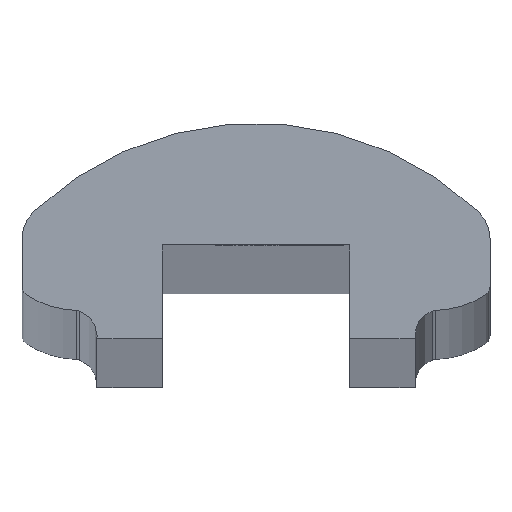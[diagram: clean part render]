
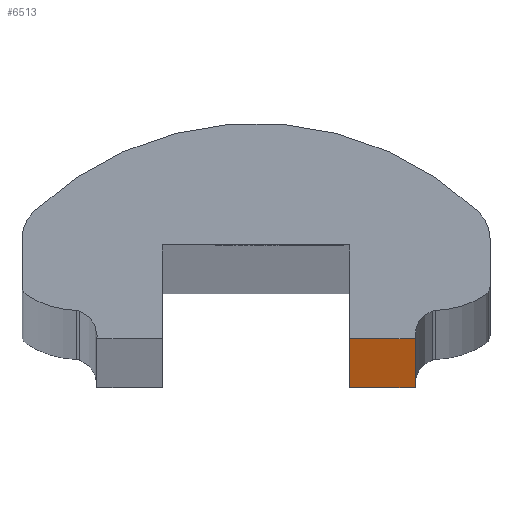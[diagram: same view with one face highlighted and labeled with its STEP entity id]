
A CAD part, top view. The second image highlights one B-rep face of the part: STEP entity #6513.
In plain terms, the highlighted planar face has unit normal (0, -1, 0).
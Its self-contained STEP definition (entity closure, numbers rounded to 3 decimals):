
#207 = VECTOR ( 'NONE', #6465, 1000. ) ;
#819 = DIRECTION ( 'NONE',  ( 1., 0., 0. ) ) ;
#841 = CARTESIAN_POINT ( 'NONE',  ( 10., 0., -3000. ) ) ;
#894 = ORIENTED_EDGE ( 'NONE', *, *, #3103, .T. ) ;
#935 = CARTESIAN_POINT ( 'NONE',  ( 10., 0., -3000. ) ) ;
#958 = FACE_OUTER_BOUND ( 'NONE', #5608, .T. ) ;
#1293 = AXIS2_PLACEMENT_3D ( 'NONE', #6354, #4018, #819 ) ;
#1645 = CARTESIAN_POINT ( 'NONE',  ( 10., 0., -3000. ) ) ;
#1681 = CARTESIAN_POINT ( 'NONE',  ( 10., 0., 0. ) ) ;
#1702 = LINE ( 'NONE', #1681, #2792 ) ;
#1792 = VERTEX_POINT ( 'NONE', #4347 ) ;
#1795 = VECTOR ( 'NONE', #3023, 1000. ) ;
#1894 = ORIENTED_EDGE ( 'NONE', *, *, #5814, .F. ) ;
#2167 = DIRECTION ( 'NONE',  ( 0., 0., 1. ) ) ;
#2206 = DIRECTION ( 'NONE',  ( 1., 0., 0. ) ) ;
#2792 = VECTOR ( 'NONE', #2206, 1000. ) ;
#2807 = CARTESIAN_POINT ( 'NONE',  ( 17., 0., 0. ) ) ;
#2911 = VERTEX_POINT ( 'NONE', #841 ) ;
#2955 = PLANE ( 'NONE',  #1293 ) ;
#3023 = DIRECTION ( 'NONE',  ( 0., 0., 1. ) ) ;
#3059 = LINE ( 'NONE', #935, #207 ) ;
#3079 = ORIENTED_EDGE ( 'NONE', *, *, #3175, .T. ) ;
#3103 = EDGE_CURVE ( 'NONE', #5990, #5263, #4455, .T. ) ;
#3175 = EDGE_CURVE ( 'NONE', #2911, #5990, #3059, .T. ) ;
#3784 = VECTOR ( 'NONE', #2167, 1000. ) ;
#4018 = DIRECTION ( 'NONE',  ( 0., -1., 0. ) ) ;
#4347 = CARTESIAN_POINT ( 'NONE',  ( 10., 0., 0. ) ) ;
#4455 = LINE ( 'NONE', #6431, #1795 ) ;
#5263 = VERTEX_POINT ( 'NONE', #2807 ) ;
#5391 = CARTESIAN_POINT ( 'NONE',  ( 17., 0., -3000. ) ) ;
#5409 = EDGE_CURVE ( 'NONE', #2911, #1792, #6316, .T. ) ;
#5544 = ORIENTED_EDGE ( 'NONE', *, *, #5409, .F. ) ;
#5608 = EDGE_LOOP ( 'NONE', ( #1894, #5544, #3079, #894 ) ) ;
#5814 = EDGE_CURVE ( 'NONE', #1792, #5263, #1702, .T. ) ;
#5990 = VERTEX_POINT ( 'NONE', #5391 ) ;
#6316 = LINE ( 'NONE', #1645, #3784 ) ;
#6354 = CARTESIAN_POINT ( 'NONE',  ( 10., 0., -3000. ) ) ;
#6431 = CARTESIAN_POINT ( 'NONE',  ( 17., 0., -3000. ) ) ;
#6465 = DIRECTION ( 'NONE',  ( 1., 0., 0. ) ) ;
#6513 = ADVANCED_FACE ( 'NONE', ( #958 ), #2955, .T. ) ;
